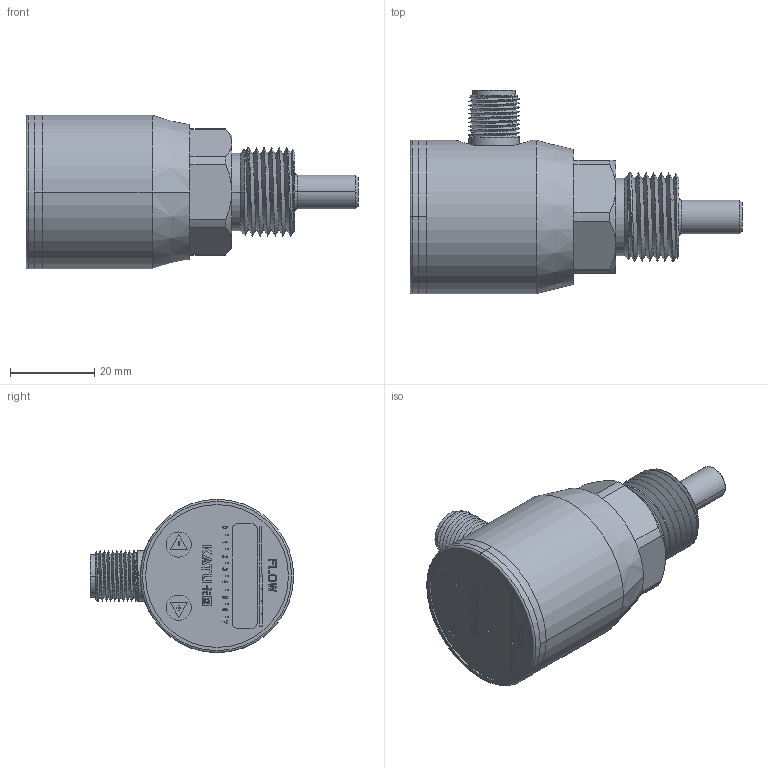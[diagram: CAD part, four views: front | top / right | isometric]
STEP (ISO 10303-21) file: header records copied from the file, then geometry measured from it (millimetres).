
FILE_DESCRIPTION (( 'STEP AP203' ), '1' );
FILE_NAME ('FS210-G12M-30-KT.STEP', '2021-07-17T08:13:09', ( '' ), ( '' ), 'SwSTEP 2.0', 'SolidWorks 2018', '' );
FILE_SCHEMA (( 'CONFIG_CONTROL_DESIGN' ));
Length unit declared in the file: millimetre
Products named in the file (8): FS210-1.stp; FS210-G12M-30-KT; FS210-02-KT.stp; HSHSM-5.stp; fs210-g12m-30-kt.stp; FS210-3.stp; FS-M12_55.stp; FS-M12-5_ASM_22_ASM.stp
Assembly tree (7 placements, depth 4):
  FS210-G12M-30-KT
    fs210-g12m-30-kt.stp
      FS-M12-5_ASM_22_ASM.stp
        FS-M12_55.stp
        HSHSM-5.stp
      FS210-1.stp
      FS210-3.stp
      FS210-02-KT.stp
Bounding box: 79 x 48.4 x 36.5 mm (x, y, z)
Volume: 22409.4 mm3; surface area: 16283 mm2
Topology: 4 solids, 6 shells, 735 faces, 1970 edges, 1295 vertices
Faces by surface type: plane 580, cylinder 89, cone 24, sphere 20, bspline 18, torus 4
Entity records: 27982 total; most frequent: CARTESIAN_POINT 9085, ORIENTED_EDGE 3856, DIRECTION 3456, EDGE_CURVE 1930, LINE 1606, VECTOR 1606, VERTEX_POINT 1275, AXIS2_PLACEMENT_3D 925
